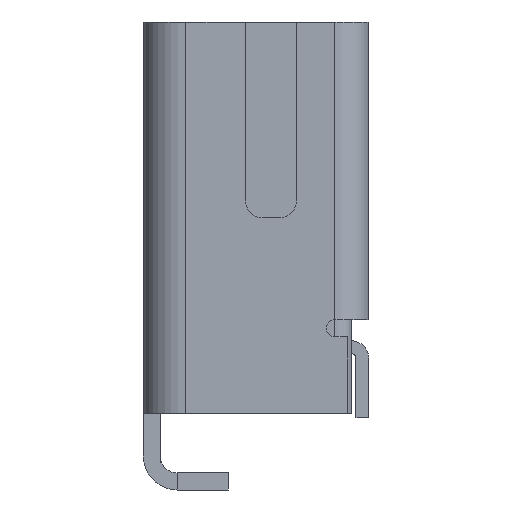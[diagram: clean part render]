
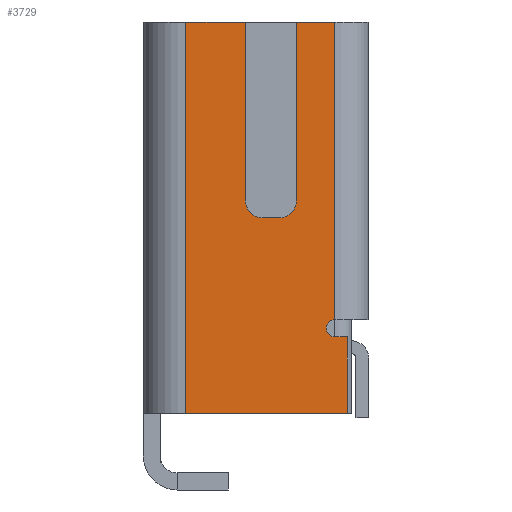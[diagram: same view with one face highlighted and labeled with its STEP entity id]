
A CAD part, left-side view. The second image highlights one B-rep face of the part: STEP entity #3729.
In plain terms, the highlighted planar face has unit normal (-1, 0, 0).
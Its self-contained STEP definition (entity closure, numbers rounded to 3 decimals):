
#44 = ORIENTED_EDGE ( 'NONE', *, *, #8999, .F. ) ;
#155 = LINE ( 'NONE', #6977, #6533 ) ;
#289 = VERTEX_POINT ( 'NONE', #6116 ) ;
#588 = VECTOR ( 'NONE', #8624, 1000. ) ;
#590 = CARTESIAN_POINT ( 'NONE',  ( -5.7, 1.05, 0.65 ) ) ;
#652 = AXIS2_PLACEMENT_3D ( 'NONE', #590, #10188, #6072 ) ;
#1060 = ORIENTED_EDGE ( 'NONE', *, *, #8940, .F. ) ;
#1087 = DIRECTION ( 'NONE',  ( -1., 0., 0. ) ) ;
#1139 = CARTESIAN_POINT ( 'NONE',  ( -5.7, 0.25, -0.95 ) ) ;
#1203 = AXIS2_PLACEMENT_3D ( 'NONE', #7221, #4427, #10611 ) ;
#1238 = VERTEX_POINT ( 'NONE', #3085 ) ;
#1717 = LINE ( 'NONE', #8654, #5815 ) ;
#1814 = LINE ( 'NONE', #8415, #2046 ) ;
#1831 = VECTOR ( 'NONE', #2226, 1000. ) ;
#2022 = VECTOR ( 'NONE', #3598, 1000. ) ;
#2046 = VECTOR ( 'NONE', #9310, 1000. ) ;
#2159 = VERTEX_POINT ( 'NONE', #5626 ) ;
#2226 = DIRECTION ( 'NONE',  ( 0., -1., 0. ) ) ;
#2279 = VERTEX_POINT ( 'NONE', #2428 ) ;
#2408 = ORIENTED_EDGE ( 'NONE', *, *, #7155, .T. ) ;
#2428 = CARTESIAN_POINT ( 'NONE',  ( -5.7, 0.4, -0.75 ) ) ;
#2663 = LINE ( 'NONE', #4280, #3718 ) ;
#2671 = LINE ( 'NONE', #4399, #4686 ) ;
#2987 = CARTESIAN_POINT ( 'NONE',  ( -5.7, 1.25, 0.45 ) ) ;
#3010 = ORIENTED_EDGE ( 'NONE', *, *, #7512, .T. ) ;
#3085 = CARTESIAN_POINT ( 'NONE',  ( -5.7, 1.45, 2.75 ) ) ;
#3113 = CIRCLE ( 'NONE', #10449, 0.2 ) ;
#3131 = CARTESIAN_POINT ( 'NONE',  ( -5.7, 0.4, 2.75 ) ) ;
#3166 = DIRECTION ( 'NONE',  ( 1., 0., 0. ) ) ;
#3247 = EDGE_CURVE ( 'NONE', #5457, #9393, #6105, .T. ) ;
#3289 = VERTEX_POINT ( 'NONE', #7269 ) ;
#3392 = VERTEX_POINT ( 'NONE', #3731 ) ;
#3445 = EDGE_CURVE ( 'NONE', #5106, #10897, #2663, .T. ) ;
#3598 = DIRECTION ( 'NONE',  ( 0., 0., 1. ) ) ;
#3718 = VECTOR ( 'NONE', #6022, 1000. ) ;
#3729 = ADVANCED_FACE ( 'NONE', ( #4672 ), #6477, .F. ) ;
#3731 = CARTESIAN_POINT ( 'NONE',  ( -5.7, 2.15, -1.85 ) ) ;
#3749 = CARTESIAN_POINT ( 'NONE',  ( -5.7, 1.25, 0.65 ) ) ;
#3839 = CARTESIAN_POINT ( 'NONE',  ( -5.7, 0.4, -2.75 ) ) ;
#4130 = CARTESIAN_POINT ( 'NONE',  ( -5.7, 0.25, -0.95 ) ) ;
#4280 = CARTESIAN_POINT ( 'NONE',  ( -5.7, 0.4, 2.75 ) ) ;
#4358 = LINE ( 'NONE', #10943, #5954 ) ;
#4399 = CARTESIAN_POINT ( 'NONE',  ( -5.7, 0.4, 2.75 ) ) ;
#4427 = DIRECTION ( 'NONE',  ( -1., 0., 0. ) ) ;
#4436 = DIRECTION ( 'NONE',  ( 0., 0., 1. ) ) ;
#4465 = CARTESIAN_POINT ( 'NONE',  ( -5.7, -0.922, -0.95 ) ) ;
#4481 = ORIENTED_EDGE ( 'NONE', *, *, #3445, .T. ) ;
#4536 = LINE ( 'NONE', #1139, #2022 ) ;
#4672 = FACE_OUTER_BOUND ( 'NONE', #5400, .T. ) ;
#4686 = VECTOR ( 'NONE', #6300, 1000. ) ;
#4713 = CARTESIAN_POINT ( 'NONE',  ( -5.7, 2.15, 2.75 ) ) ;
#4776 = EDGE_CURVE ( 'NONE', #2279, #5106, #1814, .T. ) ;
#4837 = ORIENTED_EDGE ( 'NONE', *, *, #4954, .F. ) ;
#4954 = EDGE_CURVE ( 'NONE', #289, #5613, #3113, .T. ) ;
#5106 = VERTEX_POINT ( 'NONE', #3131 ) ;
#5330 = ORIENTED_EDGE ( 'NONE', *, *, #10620, .F. ) ;
#5371 = EDGE_CURVE ( 'NONE', #5613, #2159, #7331, .T. ) ;
#5400 = EDGE_LOOP ( 'NONE', ( #9213, #3010, #6971, #5330, #9250, #4481, #10352, #1060, #7439, #4837, #6036, #2408, #44 ) ) ;
#5457 = VERTEX_POINT ( 'NONE', #4130 ) ;
#5529 = VERTEX_POINT ( 'NONE', #4713 ) ;
#5607 = VERTEX_POINT ( 'NONE', #6099 ) ;
#5613 = VERTEX_POINT ( 'NONE', #2987 ) ;
#5626 = CARTESIAN_POINT ( 'NONE',  ( -5.7, 1.05, 0.45 ) ) ;
#5815 = VECTOR ( 'NONE', #10148, 1000. ) ;
#5917 = VECTOR ( 'NONE', #10455, 1000. ) ;
#5954 = VECTOR ( 'NONE', #9402, 1000. ) ;
#6022 = DIRECTION ( 'NONE',  ( 0., 1., 0. ) ) ;
#6036 = ORIENTED_EDGE ( 'NONE', *, *, #7980, .F. ) ;
#6072 = DIRECTION ( 'NONE',  ( 0., 0., 1. ) ) ;
#6099 = CARTESIAN_POINT ( 'NONE',  ( -5.7, 0.85, 0.65 ) ) ;
#6105 = LINE ( 'NONE', #4465, #5917 ) ;
#6116 = CARTESIAN_POINT ( 'NONE',  ( -5.7, 1.45, 0.65 ) ) ;
#6300 = DIRECTION ( 'NONE',  ( 0., 1., 0. ) ) ;
#6310 = CARTESIAN_POINT ( 'NONE',  ( -5.7, 0.4, -0.95 ) ) ;
#6477 = PLANE ( 'NONE',  #10856 ) ;
#6533 = VECTOR ( 'NONE', #10364, 1000. ) ;
#6678 = EDGE_CURVE ( 'NONE', #3289, #3392, #4358, .T. ) ;
#6742 = CIRCLE ( 'NONE', #1203, 0.1 ) ;
#6971 = ORIENTED_EDGE ( 'NONE', *, *, #3247, .T. ) ;
#6977 = CARTESIAN_POINT ( 'NONE',  ( -5.7, 2.15, -2.75 ) ) ;
#7155 = EDGE_CURVE ( 'NONE', #1238, #5529, #2671, .T. ) ;
#7221 = CARTESIAN_POINT ( 'NONE',  ( -5.7, 0.4, -0.85 ) ) ;
#7269 = CARTESIAN_POINT ( 'NONE',  ( -5.7, 0.25, -1.85 ) ) ;
#7331 = LINE ( 'NONE', #9822, #1831 ) ;
#7439 = ORIENTED_EDGE ( 'NONE', *, *, #5371, .F. ) ;
#7512 = EDGE_CURVE ( 'NONE', #3289, #5457, #4536, .T. ) ;
#7841 = LINE ( 'NONE', #8733, #588 ) ;
#7980 = EDGE_CURVE ( 'NONE', #1238, #289, #7841, .T. ) ;
#8415 = CARTESIAN_POINT ( 'NONE',  ( -5.7, 0.4, -2.75 ) ) ;
#8624 = DIRECTION ( 'NONE',  ( 0., 0., -1. ) ) ;
#8654 = CARTESIAN_POINT ( 'NONE',  ( -5.7, 0.85, 0.65 ) ) ;
#8687 = EDGE_CURVE ( 'NONE', #5607, #10897, #1717, .T. ) ;
#8733 = CARTESIAN_POINT ( 'NONE',  ( -5.7, 1.45, 0.65 ) ) ;
#8940 = EDGE_CURVE ( 'NONE', #2159, #5607, #9038, .T. ) ;
#8988 = CARTESIAN_POINT ( 'NONE',  ( -5.7, 0.85, 2.75 ) ) ;
#8999 = EDGE_CURVE ( 'NONE', #3392, #5529, #155, .T. ) ;
#9038 = CIRCLE ( 'NONE', #652, 0.2 ) ;
#9168 = DIRECTION ( 'NONE',  ( 0., 1., 0. ) ) ;
#9213 = ORIENTED_EDGE ( 'NONE', *, *, #6678, .F. ) ;
#9250 = ORIENTED_EDGE ( 'NONE', *, *, #4776, .T. ) ;
#9310 = DIRECTION ( 'NONE',  ( 0., 0., 1. ) ) ;
#9393 = VERTEX_POINT ( 'NONE', #6310 ) ;
#9402 = DIRECTION ( 'NONE',  ( 0., 1., 0. ) ) ;
#9822 = CARTESIAN_POINT ( 'NONE',  ( -5.7, 1.25, 0.45 ) ) ;
#10148 = DIRECTION ( 'NONE',  ( 0., 0., 1. ) ) ;
#10188 = DIRECTION ( 'NONE',  ( -1., 0., 0. ) ) ;
#10352 = ORIENTED_EDGE ( 'NONE', *, *, #8687, .F. ) ;
#10364 = DIRECTION ( 'NONE',  ( 0., 0., 1. ) ) ;
#10449 = AXIS2_PLACEMENT_3D ( 'NONE', #3749, #1087, #4436 ) ;
#10455 = DIRECTION ( 'NONE',  ( 0., 1., 0. ) ) ;
#10611 = DIRECTION ( 'NONE',  ( 0., 0., 1. ) ) ;
#10620 = EDGE_CURVE ( 'NONE', #2279, #9393, #6742, .T. ) ;
#10856 = AXIS2_PLACEMENT_3D ( 'NONE', #3839, #3166, #9168 ) ;
#10897 = VERTEX_POINT ( 'NONE', #8988 ) ;
#10943 = CARTESIAN_POINT ( 'NONE',  ( -5.7, 0., -1.85 ) ) ;
